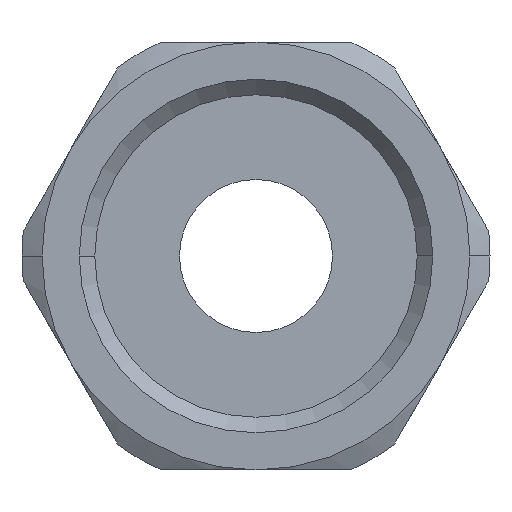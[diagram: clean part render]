
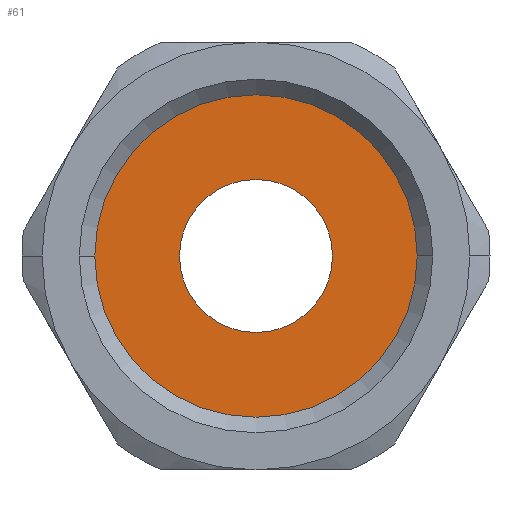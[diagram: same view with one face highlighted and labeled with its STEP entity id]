
A CAD part, front view. The second image highlights one B-rep face of the part: STEP entity #61.
In plain terms, the highlighted planar face has unit normal (0, -1, 0).
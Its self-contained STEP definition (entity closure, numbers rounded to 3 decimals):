
#61=ADVANCED_FACE('',(#125,#126),#127,.F.);
#125=FACE_BOUND('',#225,.T.);
#126=FACE_OUTER_BOUND('',#226,.T.);
#127=PLANE('',#227);
#225=EDGE_LOOP('',(#405,#406));
#226=EDGE_LOOP('',(#407,#408));
#227=AXIS2_PLACEMENT_3D('',#409,#410,#411);
#405=ORIENTED_EDGE('',*,*,#719,.F.);
#406=ORIENTED_EDGE('',*,*,#703,.F.);
#407=ORIENTED_EDGE('',*,*,#710,.F.);
#408=ORIENTED_EDGE('',*,*,#718,.F.);
#409=CARTESIAN_POINT('',(-6.029,11.5,0.0));
#410=DIRECTION('',(0.,1.0,0.0));
#411=DIRECTION('',(-1.0,0.,0.0));
#703=EDGE_CURVE('',#845,#848,#849,.T.);
#710=EDGE_CURVE('',#858,#861,#862,.T.);
#718=EDGE_CURVE('',#861,#858,#873,.T.);
#719=EDGE_CURVE('',#848,#845,#874,.T.);
#845=VERTEX_POINT('',#1083);
#848=VERTEX_POINT('',#1087);
#849=CIRCLE('',#1088,5.721);
#858=VERTEX_POINT('',#1100);
#861=VERTEX_POINT('',#1104);
#862=CIRCLE('',#1105,12.059);
#873=CIRCLE('',#1119,12.059);
#874=CIRCLE('',#1120,5.721);
#1083=CARTESIAN_POINT('',(5.721,11.5,0.));
#1087=CARTESIAN_POINT('',(-5.721,11.5,0.));
#1088=AXIS2_PLACEMENT_3D('',#1515,#1516,#1517);
#1100=CARTESIAN_POINT('',(-12.059,11.5,0.0));
#1104=CARTESIAN_POINT('',(12.059,11.5,0.));
#1105=AXIS2_PLACEMENT_3D('',#1528,#1529,#1530);
#1119=AXIS2_PLACEMENT_3D('',#1546,#1547,#1548);
#1120=AXIS2_PLACEMENT_3D('',#1549,#1550,#1551);
#1515=CARTESIAN_POINT('',(0.,11.5,0.0));
#1516=DIRECTION('',(0.,-1.0,0.0));
#1517=DIRECTION('',(1.0,0.,0.0));
#1528=CARTESIAN_POINT('',(0.,11.5,0.0));
#1529=DIRECTION('',(0.,1.0,0.0));
#1530=DIRECTION('',(-1.0,0.,0.0));
#1546=CARTESIAN_POINT('',(0.,11.5,0.0));
#1547=DIRECTION('',(0.,1.0,0.0));
#1548=DIRECTION('',(-1.0,0.,0.0));
#1549=CARTESIAN_POINT('',(0.,11.5,0.0));
#1550=DIRECTION('',(0.,-1.0,0.0));
#1551=DIRECTION('',(1.0,0.,0.0));
